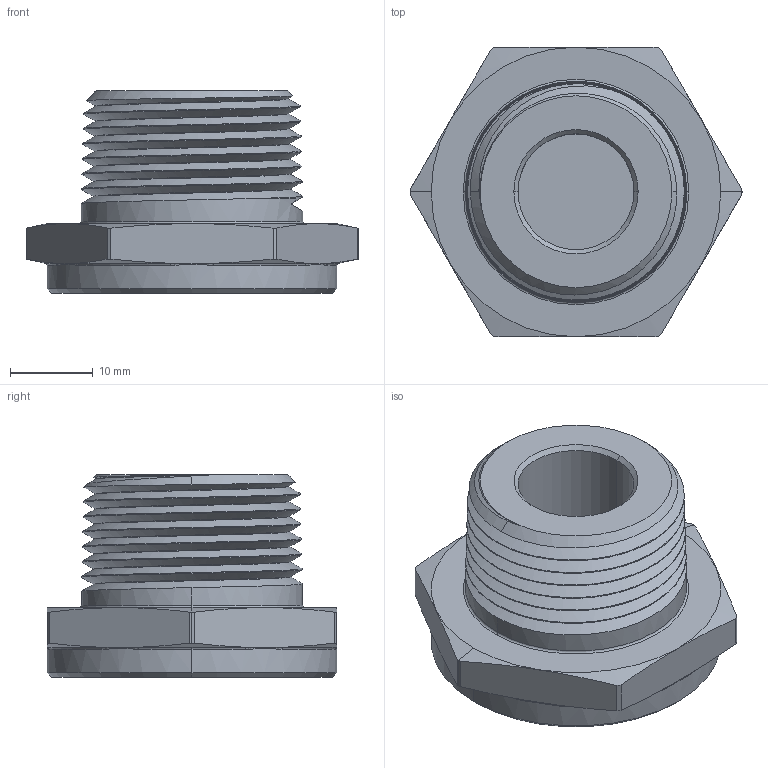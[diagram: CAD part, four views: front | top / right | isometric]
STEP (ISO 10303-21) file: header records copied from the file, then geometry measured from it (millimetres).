
FILE_DESCRIPTION (( 'STEP AP214' ), '1' );
FILE_NAME ('101048.step', '2013-08-26T18:14:00', ( '' ), ( '' ), 'SwSTEP 2.0', 'SolidWorks 2012', '' );
FILE_SCHEMA (( 'AUTOMOTIVE_DESIGN' ));
Length unit declared in the file: inch
Products named in the file (3): 402048; 403048; 101048
Assembly tree (2 placements, depth 2):
  101048
    403048
    402048
Bounding box: 40.02 x 34.92 x 24.38 mm (x, y, z)
Volume: 13465.8 mm3; surface area: 6600.7 mm2
Topology: 2 solids, 2 shells, 88 faces, 214 edges, 132 vertices
Faces by surface type: cone 34, cylinder 17, plane 15, torus 13, bspline 9
Entity records: 6438 total; most frequent: CARTESIAN_POINT 4358, ORIENTED_EDGE 428, DIRECTION 398, EDGE_CURVE 214, AXIS2_PLACEMENT_3D 171, VERTEX_POINT 132, EDGE_LOOP 92, FACE_OUTER_BOUND 88
